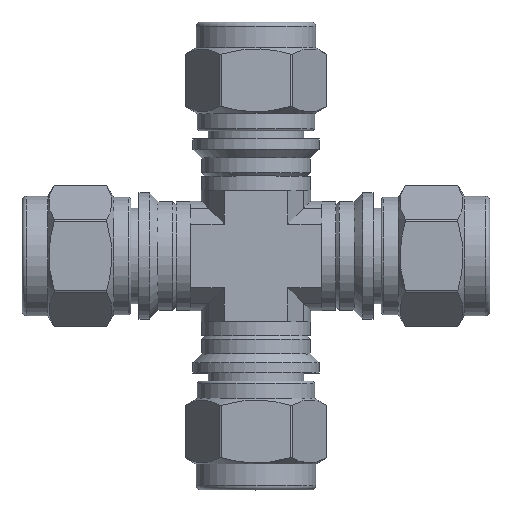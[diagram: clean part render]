
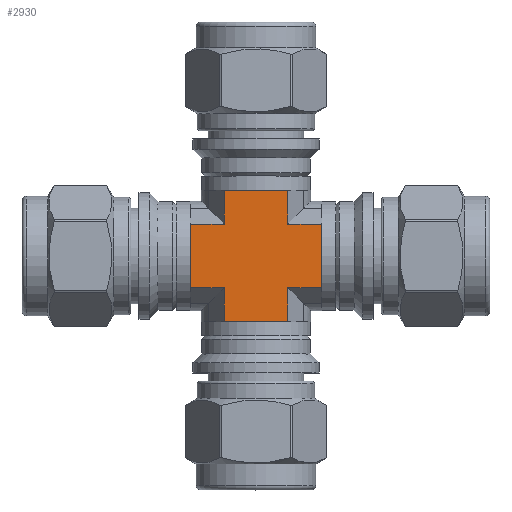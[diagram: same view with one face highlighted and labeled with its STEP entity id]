
A CAD part, top view. The second image highlights one B-rep face of the part: STEP entity #2930.
In plain terms, the highlighted planar face has unit normal (0, 0, 1).
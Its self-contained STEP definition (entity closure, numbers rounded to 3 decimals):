
#516=FACE_OUTER_BOUND('',#726,.T.);
#726=EDGE_LOOP('',(#2609,#2610,#2611,#2612,#2613,#2614,#2615,#2616,#2617,
#2618,#2619,#2620));
#870=LINE('',#5091,#1054);
#881=LINE('',#5122,#1065);
#883=LINE('',#5127,#1067);
#887=LINE('',#5138,#1071);
#893=LINE('',#5154,#1077);
#896=LINE('',#5159,#1080);
#904=LINE('',#5179,#1088);
#905=LINE('',#5182,#1089);
#913=LINE('',#5198,#1097);
#914=LINE('',#5199,#1098);
#915=LINE('',#5201,#1099);
#916=LINE('',#5202,#1100);
#1054=VECTOR('',#4118,10.);
#1065=VECTOR('',#4145,10.);
#1067=VECTOR('',#4149,10.);
#1071=VECTOR('',#4163,10.);
#1077=VECTOR('',#4179,10.);
#1080=VECTOR('',#4184,10.);
#1088=VECTOR('',#4204,10.);
#1089=VECTOR('',#4207,10.);
#1097=VECTOR('',#4221,10.);
#1098=VECTOR('',#4222,10.);
#1099=VECTOR('',#4223,10.);
#1100=VECTOR('',#4224,10.);
#1379=VERTEX_POINT('',#5088);
#1380=VERTEX_POINT('',#5090);
#1391=VERTEX_POINT('',#5118);
#1392=VERTEX_POINT('',#5120);
#1393=VERTEX_POINT('',#5124);
#1394=VERTEX_POINT('',#5126);
#1401=VERTEX_POINT('',#5153);
#1402=VERTEX_POINT('',#5157);
#1408=VERTEX_POINT('',#5177);
#1409=VERTEX_POINT('',#5181);
#1414=VERTEX_POINT('',#5197);
#1415=VERTEX_POINT('',#5200);
#1770=EDGE_CURVE('',#1380,#1379,#870,.T.);
#1785=EDGE_CURVE('',#1391,#1392,#881,.T.);
#1787=EDGE_CURVE('',#1394,#1393,#883,.T.);
#1793=EDGE_CURVE('',#1380,#1392,#887,.T.);
#1801=EDGE_CURVE('',#1394,#1401,#893,.T.);
#1804=EDGE_CURVE('',#1402,#1401,#896,.T.);
#1814=EDGE_CURVE('',#1393,#1408,#904,.T.);
#1815=EDGE_CURVE('',#1409,#1402,#905,.T.);
#1823=EDGE_CURVE('',#1379,#1414,#913,.T.);
#1824=EDGE_CURVE('',#1409,#1414,#914,.T.);
#1825=EDGE_CURVE('',#1415,#1408,#915,.T.);
#1826=EDGE_CURVE('',#1415,#1391,#916,.T.);
#2609=ORIENTED_EDGE('',*,*,#1823,.T.);
#2610=ORIENTED_EDGE('',*,*,#1824,.F.);
#2611=ORIENTED_EDGE('',*,*,#1815,.T.);
#2612=ORIENTED_EDGE('',*,*,#1804,.T.);
#2613=ORIENTED_EDGE('',*,*,#1801,.F.);
#2614=ORIENTED_EDGE('',*,*,#1787,.T.);
#2615=ORIENTED_EDGE('',*,*,#1814,.T.);
#2616=ORIENTED_EDGE('',*,*,#1825,.F.);
#2617=ORIENTED_EDGE('',*,*,#1826,.T.);
#2618=ORIENTED_EDGE('',*,*,#1785,.T.);
#2619=ORIENTED_EDGE('',*,*,#1793,.F.);
#2620=ORIENTED_EDGE('',*,*,#1770,.T.);
#2748=PLANE('',#3318);
#2930=ADVANCED_FACE('',(#516),#2748,.T.);
#3318=AXIS2_PLACEMENT_3D('',#5196,#4219,#4220);
#4118=DIRECTION('',(0.,-1.,0.));
#4145=DIRECTION('',(0.,1.,0.));
#4149=DIRECTION('',(0.,1.,0.));
#4163=DIRECTION('',(1.,0.,0.));
#4179=DIRECTION('',(-1.,0.,0.));
#4184=DIRECTION('',(0.,-1.,0.));
#4204=DIRECTION('',(1.,0.,0.));
#4207=DIRECTION('',(1.,0.,0.));
#4219=DIRECTION('center_axis',(0.,0.,1.));
#4220=DIRECTION('ref_axis',(0.,1.,0.));
#4221=DIRECTION('',(-1.,0.,0.));
#4222=DIRECTION('',(0.,1.,0.));
#4223=DIRECTION('',(0.,-1.,0.));
#4224=DIRECTION('',(-1.,0.,0.));
#5088=CARTESIAN_POINT('',(-3.663,3.663,6.344));
#5090=CARTESIAN_POINT('',(-3.663,7.6,6.344));
#5091=CARTESIAN_POINT('',(-3.663,0.,6.344));
#5118=CARTESIAN_POINT('',(3.662,3.663,6.344));
#5120=CARTESIAN_POINT('',(3.662,7.6,6.344));
#5122=CARTESIAN_POINT('',(3.662,0.,6.344));
#5124=CARTESIAN_POINT('',(3.662,-3.662,6.344));
#5126=CARTESIAN_POINT('',(3.662,-7.6,6.344));
#5127=CARTESIAN_POINT('',(3.662,0.,6.344));
#5138=CARTESIAN_POINT('',(3.662,7.6,6.344));
#5153=CARTESIAN_POINT('',(-3.663,-7.6,6.344));
#5154=CARTESIAN_POINT('',(3.662,-7.6,6.344));
#5157=CARTESIAN_POINT('',(-3.663,-3.662,6.344));
#5159=CARTESIAN_POINT('',(-3.663,0.,6.344));
#5177=CARTESIAN_POINT('',(7.6,-3.662,6.344));
#5179=CARTESIAN_POINT('',(0.,-3.662,6.344));
#5181=CARTESIAN_POINT('',(-7.6,-3.662,6.344));
#5182=CARTESIAN_POINT('',(0.,-3.662,6.344));
#5196=CARTESIAN_POINT('Origin',(0.,-3.662,
6.344));
#5197=CARTESIAN_POINT('',(-7.6,3.663,6.344));
#5198=CARTESIAN_POINT('',(0.,3.663,6.344));
#5199=CARTESIAN_POINT('',(-7.6,-3.662,6.344));
#5200=CARTESIAN_POINT('',(7.6,3.663,6.344));
#5201=CARTESIAN_POINT('',(7.6,-3.662,6.344));
#5202=CARTESIAN_POINT('',(0.,3.663,6.344));
